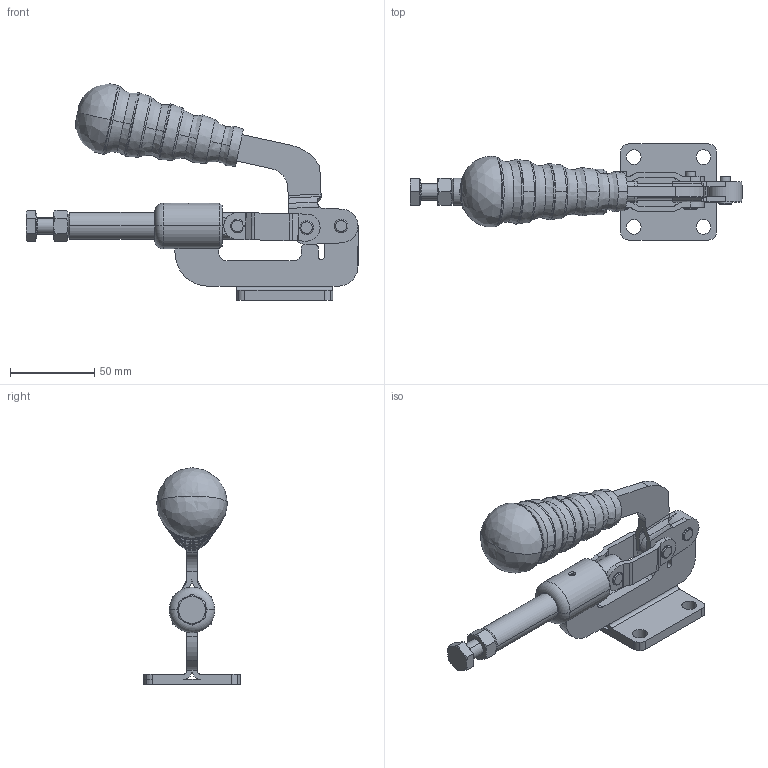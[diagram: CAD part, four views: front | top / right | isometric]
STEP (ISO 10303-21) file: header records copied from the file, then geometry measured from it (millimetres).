
FILE_DESCRIPTION((''),'2;1');
FILE_NAME('318.stp','2005-09-01T11:28:34',('CAD'),(''),'Autodesk Inventor 8','Autodesk Inventor 8','');
FILE_SCHEMA(('AUTOMOTIVE_DESIGN { 1 0 10303 214 1 1 1 1 }'));
Length unit declared in the file: millimetre
Products named in the file (1): Part16
Bounding box: 196.77 x 57 x 128.27 mm (x, y, z)
Volume: 168884.9 mm3; surface area: 49238 mm2
Topology: 1 solids, 5 shells, 640 faces, 1856 edges, 1159 vertices
Faces by surface type: plane 312, cone 122, cylinder 107, bspline 77, torus 22
Entity records: 22776 total; most frequent: CARTESIAN_POINT 6074, ORIENTED_EDGE 3694, DIRECTION 3513, EDGE_CURVE 1847, AXIS2_PLACEMENT_3D 1300, VERTEX_POINT 1159, VECTOR 913, LINE 913
